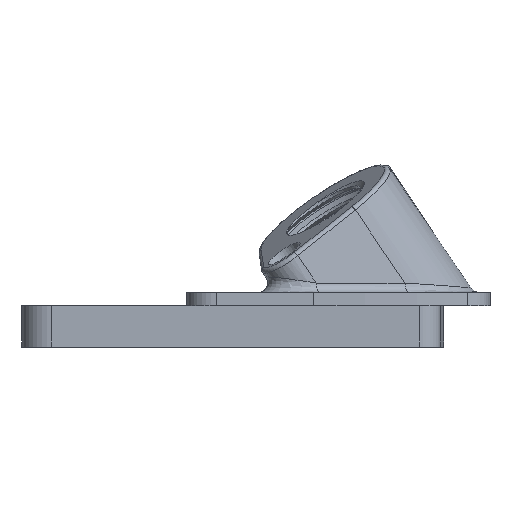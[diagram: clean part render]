
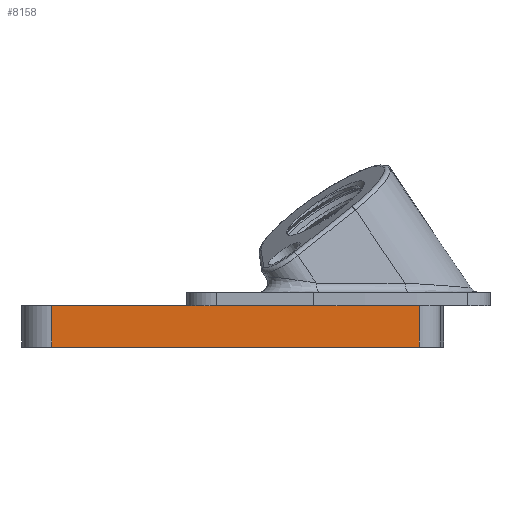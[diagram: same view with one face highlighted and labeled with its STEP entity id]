
A CAD part, left-side view. The second image highlights one B-rep face of the part: STEP entity #8158.
In plain terms, the highlighted planar face has unit normal (-1, 0, 0).
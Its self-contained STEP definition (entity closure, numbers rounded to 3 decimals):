
#3607 = PLANE('',#3608);
#3608 = AXIS2_PLACEMENT_3D('',#3609,#3610,#3611);
#3609 = CARTESIAN_POINT('',(0.,0.,-1.6));
#3610 = DIRECTION('',(0.,0.,1.));
#3611 = DIRECTION('',(1.,0.,0.));
#4070 = VERTEX_POINT('',#4071);
#4071 = CARTESIAN_POINT('',(-72.8,18.4,-1.6));
#4085 = PLANE('',#4086);
#4086 = AXIS2_PLACEMENT_3D('',#4087,#4088,#4089);
#4087 = CARTESIAN_POINT('',(0.,12.8,-1.6));
#4088 = DIRECTION('',(0.,0.,-1.));
#4089 = DIRECTION('',(-1.,0.,0.));
#6377 = EDGE_CURVE('',#4070,#6378,#6380,.T.);
#6378 = VERTEX_POINT('',#6379);
#6379 = CARTESIAN_POINT('',(-72.8,-9.8,-1.6));
#6380 = SURFACE_CURVE('',#6381,(#6385,#6392),.PCURVE_S1.);
#6381 = LINE('',#6382,#6383);
#6382 = CARTESIAN_POINT('',(-72.8,-4.9,-1.6));
#6383 = VECTOR('',#6384,1.);
#6384 = DIRECTION('',(0.,-1.,0.));
#6385 = PCURVE('',#3607,#6386);
#6386 = DEFINITIONAL_REPRESENTATION('',(#6387),#6391);
#6387 = LINE('',#6388,#6389);
#6388 = CARTESIAN_POINT('',(-72.8,-4.9));
#6389 = VECTOR('',#6390,1.);
#6390 = DIRECTION('',(0.,-1.));
#6391 = ( GEOMETRIC_REPRESENTATION_CONTEXT(2) 
PARAMETRIC_REPRESENTATION_CONTEXT() REPRESENTATION_CONTEXT('2D SPACE',''
  ) );
#6392 = PCURVE('',#6393,#6398);
#6393 = PLANE('',#6394);
#6394 = AXIS2_PLACEMENT_3D('',#6395,#6396,#6397);
#6395 = CARTESIAN_POINT('',(-72.8,-9.8,-1.6));
#6396 = DIRECTION('',(-1.,0.,0.));
#6397 = DIRECTION('',(0.,1.,0.));
#6398 = DEFINITIONAL_REPRESENTATION('',(#6399),#6403);
#6399 = LINE('',#6400,#6401);
#6400 = CARTESIAN_POINT('',(4.9,0.));
#6401 = VECTOR('',#6402,1.);
#6402 = DIRECTION('',(-1.,0.));
#6403 = ( GEOMETRIC_REPRESENTATION_CONTEXT(2) 
PARAMETRIC_REPRESENTATION_CONTEXT() REPRESENTATION_CONTEXT('2D SPACE',''
  ) );
#6422 = CYLINDRICAL_SURFACE('',#6423,2.6);
#6423 = AXIS2_PLACEMENT_3D('',#6424,#6425,#6426);
#6424 = CARTESIAN_POINT('',(-70.2,-9.8,-1.6));
#6425 = DIRECTION('',(0.,0.,-1.));
#6426 = DIRECTION('',(0.,-1.,0.));
#6948 = VERTEX_POINT('',#6949);
#6949 = CARTESIAN_POINT('',(-72.8,34.8,-1.6));
#6964 = CYLINDRICAL_SURFACE('',#6965,3.6);
#6965 = AXIS2_PLACEMENT_3D('',#6966,#6967,#6968);
#6966 = CARTESIAN_POINT('',(-69.2,34.8,-1.6));
#6967 = DIRECTION('',(0.,0.,-1.));
#6968 = DIRECTION('',(-1.,0.,0.));
#6976 = EDGE_CURVE('',#4070,#6948,#6977,.T.);
#6977 = SURFACE_CURVE('',#6978,(#6982,#6989),.PCURVE_S1.);
#6978 = LINE('',#6979,#6980);
#6979 = CARTESIAN_POINT('',(-72.8,-9.8,-1.6));
#6980 = VECTOR('',#6981,1.);
#6981 = DIRECTION('',(0.,1.,0.));
#6982 = PCURVE('',#4085,#6983);
#6983 = DEFINITIONAL_REPRESENTATION('',(#6984),#6988);
#6984 = LINE('',#6985,#6986);
#6985 = CARTESIAN_POINT('',(72.8,-22.6));
#6986 = VECTOR('',#6987,1.);
#6987 = DIRECTION('',(0.,1.));
#6988 = ( GEOMETRIC_REPRESENTATION_CONTEXT(2) 
PARAMETRIC_REPRESENTATION_CONTEXT() REPRESENTATION_CONTEXT('2D SPACE',''
  ) );
#6989 = PCURVE('',#6393,#6990);
#6990 = DEFINITIONAL_REPRESENTATION('',(#6991),#6995);
#6991 = LINE('',#6992,#6993);
#6992 = CARTESIAN_POINT('',(0.,0.));
#6993 = VECTOR('',#6994,1.);
#6994 = DIRECTION('',(1.,0.));
#6995 = ( GEOMETRIC_REPRESENTATION_CONTEXT(2) 
PARAMETRIC_REPRESENTATION_CONTEXT() REPRESENTATION_CONTEXT('2D SPACE',''
  ) );
#8158 = ADVANCED_FACE('',(#8159),#6393,.T.);
#8159 = FACE_BOUND('',#8160,.T.);
#8160 = EDGE_LOOP('',(#8161,#8162,#8163,#8186,#8214));
#8161 = ORIENTED_EDGE('',*,*,#6377,.F.);
#8162 = ORIENTED_EDGE('',*,*,#6976,.T.);
#8163 = ORIENTED_EDGE('',*,*,#8164,.T.);
#8164 = EDGE_CURVE('',#6948,#8165,#8167,.T.);
#8165 = VERTEX_POINT('',#8166);
#8166 = CARTESIAN_POINT('',(-72.8,34.8,-6.6));
#8167 = SURFACE_CURVE('',#8168,(#8172,#8179),.PCURVE_S1.);
#8168 = LINE('',#8169,#8170);
#8169 = CARTESIAN_POINT('',(-72.8,34.8,-1.6));
#8170 = VECTOR('',#8171,1.);
#8171 = DIRECTION('',(0.,0.,-1.));
#8172 = PCURVE('',#6393,#8173);
#8173 = DEFINITIONAL_REPRESENTATION('',(#8174),#8178);
#8174 = LINE('',#8175,#8176);
#8175 = CARTESIAN_POINT('',(44.6,0.));
#8176 = VECTOR('',#8177,1.);
#8177 = DIRECTION('',(0.,1.));
#8178 = ( GEOMETRIC_REPRESENTATION_CONTEXT(2) 
PARAMETRIC_REPRESENTATION_CONTEXT() REPRESENTATION_CONTEXT('2D SPACE',''
  ) );
#8179 = PCURVE('',#6964,#8180);
#8180 = DEFINITIONAL_REPRESENTATION('',(#8181),#8185);
#8181 = LINE('',#8182,#8183);
#8182 = CARTESIAN_POINT('',(0.,0.));
#8183 = VECTOR('',#8184,1.);
#8184 = DIRECTION('',(0.,1.));
#8185 = ( GEOMETRIC_REPRESENTATION_CONTEXT(2) 
PARAMETRIC_REPRESENTATION_CONTEXT() REPRESENTATION_CONTEXT('2D SPACE',''
  ) );
#8186 = ORIENTED_EDGE('',*,*,#8187,.F.);
#8187 = EDGE_CURVE('',#8188,#8165,#8190,.T.);
#8188 = VERTEX_POINT('',#8189);
#8189 = CARTESIAN_POINT('',(-72.8,-9.8,-6.6));
#8190 = SURFACE_CURVE('',#8191,(#8195,#8202),.PCURVE_S1.);
#8191 = LINE('',#8192,#8193);
#8192 = CARTESIAN_POINT('',(-72.8,-9.8,-6.6));
#8193 = VECTOR('',#8194,1.);
#8194 = DIRECTION('',(0.,1.,0.));
#8195 = PCURVE('',#6393,#8196);
#8196 = DEFINITIONAL_REPRESENTATION('',(#8197),#8201);
#8197 = LINE('',#8198,#8199);
#8198 = CARTESIAN_POINT('',(0.,5.));
#8199 = VECTOR('',#8200,1.);
#8200 = DIRECTION('',(1.,0.));
#8201 = ( GEOMETRIC_REPRESENTATION_CONTEXT(2) 
PARAMETRIC_REPRESENTATION_CONTEXT() REPRESENTATION_CONTEXT('2D SPACE',''
  ) );
#8202 = PCURVE('',#8203,#8208);
#8203 = PLANE('',#8204);
#8204 = AXIS2_PLACEMENT_3D('',#8205,#8206,#8207);
#8205 = CARTESIAN_POINT('',(0.,12.8,-6.6));
#8206 = DIRECTION('',(0.,0.,-1.));
#8207 = DIRECTION('',(-1.,0.,0.));
#8208 = DEFINITIONAL_REPRESENTATION('',(#8209),#8213);
#8209 = LINE('',#8210,#8211);
#8210 = CARTESIAN_POINT('',(72.8,-22.6));
#8211 = VECTOR('',#8212,1.);
#8212 = DIRECTION('',(0.,1.));
#8213 = ( GEOMETRIC_REPRESENTATION_CONTEXT(2) 
PARAMETRIC_REPRESENTATION_CONTEXT() REPRESENTATION_CONTEXT('2D SPACE',''
  ) );
#8214 = ORIENTED_EDGE('',*,*,#8215,.F.);
#8215 = EDGE_CURVE('',#6378,#8188,#8216,.T.);
#8216 = SURFACE_CURVE('',#8217,(#8221,#8228),.PCURVE_S1.);
#8217 = LINE('',#8218,#8219);
#8218 = CARTESIAN_POINT('',(-72.8,-9.8,-1.6));
#8219 = VECTOR('',#8220,1.);
#8220 = DIRECTION('',(0.,0.,-1.));
#8221 = PCURVE('',#6393,#8222);
#8222 = DEFINITIONAL_REPRESENTATION('',(#8223),#8227);
#8223 = LINE('',#8224,#8225);
#8224 = CARTESIAN_POINT('',(0.,0.));
#8225 = VECTOR('',#8226,1.);
#8226 = DIRECTION('',(0.,1.));
#8227 = ( GEOMETRIC_REPRESENTATION_CONTEXT(2) 
PARAMETRIC_REPRESENTATION_CONTEXT() REPRESENTATION_CONTEXT('2D SPACE',''
  ) );
#8228 = PCURVE('',#6422,#8229);
#8229 = DEFINITIONAL_REPRESENTATION('',(#8230),#8234);
#8230 = LINE('',#8231,#8232);
#8231 = CARTESIAN_POINT('',(1.571,0.));
#8232 = VECTOR('',#8233,1.);
#8233 = DIRECTION('',(0.,1.));
#8234 = ( GEOMETRIC_REPRESENTATION_CONTEXT(2) 
PARAMETRIC_REPRESENTATION_CONTEXT() REPRESENTATION_CONTEXT('2D SPACE',''
  ) );
